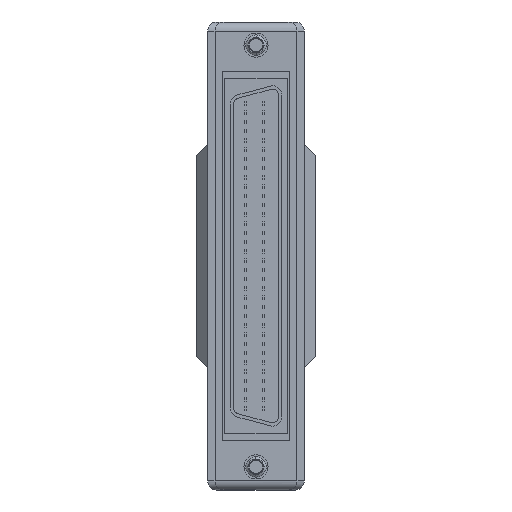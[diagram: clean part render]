
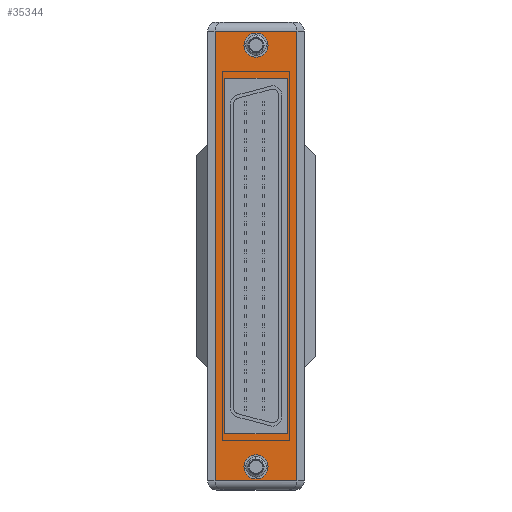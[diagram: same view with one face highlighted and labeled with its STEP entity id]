
A CAD part, front view. The second image highlights one B-rep face of the part: STEP entity #35344.
In plain terms, the highlighted face is planar.
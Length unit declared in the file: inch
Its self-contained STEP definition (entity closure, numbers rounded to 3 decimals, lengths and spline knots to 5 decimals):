
#671 = CARTESIAN_POINT ( 'NONE',  ( -0.96, -0.169, 0.9219 ) ) ;
#672 = CARTESIAN_POINT ( 'NONE',  ( 1.215, 0.2215, 0.9219 ) ) ;
#673 = CARTESIAN_POINT ( 'NONE',  ( -0.96, 0.169, 0.9219 ) ) ;
#674 = CARTESIAN_POINT ( 'NONE',  ( 0.96, -0.169, 0.9219 ) ) ;
#681 = CARTESIAN_POINT ( 'NONE',  ( -1.215, 0.2215, 0.9219 ) ) ;
#682 = CARTESIAN_POINT ( 'NONE',  ( 0.96, 0.169, 0.9219 ) ) ;
#687 = CARTESIAN_POINT ( 'NONE',  ( -1.215, -0.2215, 0.9219 ) ) ;
#688 = CARTESIAN_POINT ( 'NONE',  ( 1.215, -0.2215, 0.9219 ) ) ;
#6254 = DIRECTION ( 'NONE',  ( 0., 0., -1. ) ) ;
#6262 = CARTESIAN_POINT ( 'NONE',  ( 1.265, 0.2615, 0.9219 ) ) ;
#6263 = PLANE ( 'NONE',  #8181 ) ;
#6264 = DIRECTION ( 'NONE',  ( -1., 0., 0. ) ) ;
#7092 = FACE_BOUND ( 'NONE', #33997, .T. ) ;
#7093 = FACE_BOUND ( 'NONE', #34002, .T. ) ;
#7094 = FACE_OUTER_BOUND ( 'NONE', #34024, .T. ) ;
#7095 = FACE_BOUND ( 'NONE', #33996, .T. ) ;
#8181 = AXIS2_PLACEMENT_3D ( 'NONE', #6262, #6254, #6264 ) ;
#8730 = AXIS2_PLACEMENT_3D ( 'NONE', #10777, #10778, #10779 ) ;
#8732 = AXIS2_PLACEMENT_3D ( 'NONE', #10787, #10788, #10789 ) ;
#10777 = CARTESIAN_POINT ( 'NONE',  ( 1.14, 0., 0.9219 ) ) ;
#10778 = DIRECTION ( 'NONE',  ( 0., 0., 1. ) ) ;
#10779 = DIRECTION ( 'NONE',  ( -1., 0., 0. ) ) ;
#10787 = CARTESIAN_POINT ( 'NONE',  ( -1.14, 0., 0.9219 ) ) ;
#10788 = DIRECTION ( 'NONE',  ( 0., 0., 1. ) ) ;
#10789 = DIRECTION ( 'NONE',  ( 1., 0., 0. ) ) ;
#11167 = CIRCLE ( 'NONE', #8730, 0.065 ) ;
#11173 = CIRCLE ( 'NONE', #8732, 0.065 ) ;
#12002 = LINE ( 'NONE', #18024, #12020 ) ;
#12015 = LINE ( 'NONE', #18044, #12018 ) ;
#12017 = LINE ( 'NONE', #18029, #12022 ) ;
#12018 = VECTOR ( 'NONE', #18046, 39.37008 ) ;
#12019 = LINE ( 'NONE', #18045, #12024 ) ;
#12020 = VECTOR ( 'NONE', #18047, 39.37008 ) ;
#12021 = CIRCLE ( 'NONE', #15946, 0.065 ) ;
#12022 = VECTOR ( 'NONE', #18048, 39.37008 ) ;
#12023 = LINE ( 'NONE', #18056, #12030 ) ;
#12024 = VECTOR ( 'NONE', #18049, 39.37008 ) ;
#12025 = CIRCLE ( 'NONE', #15952, 0.065 ) ;
#12026 = LINE ( 'NONE', #18050, #12028 ) ;
#12028 = VECTOR ( 'NONE', #18051, 39.37008 ) ;
#12029 = LINE ( 'NONE', #18062, #12032 ) ;
#12030 = VECTOR ( 'NONE', #18061, 39.37008 ) ;
#12031 = LINE ( 'NONE', #18064, #12034 ) ;
#12032 = VECTOR ( 'NONE', #18063, 39.37008 ) ;
#12034 = VECTOR ( 'NONE', #18065, 39.37008 ) ;
#15946 = AXIS2_PLACEMENT_3D ( 'NONE', #18052, #18053, #18054 ) ;
#15952 = AXIS2_PLACEMENT_3D ( 'NONE', #18057, #18058, #18059 ) ;
#18024 = CARTESIAN_POINT ( 'NONE',  ( -0.96, 0.169, 0.9219 ) ) ;
#18029 = CARTESIAN_POINT ( 'NONE',  ( -0.96, 0.169, 0.9219 ) ) ;
#18044 = CARTESIAN_POINT ( 'NONE',  ( -0.96, -0.169, 0.9219 ) ) ;
#18045 = CARTESIAN_POINT ( 'NONE',  ( 0.96, 0.169, 0.9219 ) ) ;
#18046 = DIRECTION ( 'NONE',  ( 1., 0., 0. ) ) ;
#18047 = DIRECTION ( 'NONE',  ( 0., -1., 0. ) ) ;
#18048 = DIRECTION ( 'NONE',  ( -1., 0., 0. ) ) ;
#18049 = DIRECTION ( 'NONE',  ( 0., 1., 0. ) ) ;
#18050 = CARTESIAN_POINT ( 'NONE',  ( 1.265, 0.2215, 0.9219 ) ) ;
#18051 = DIRECTION ( 'NONE',  ( -1., 0., 0. ) ) ;
#18052 = CARTESIAN_POINT ( 'NONE',  ( 1.14, 0., 0.9219 ) ) ;
#18053 = DIRECTION ( 'NONE',  ( 0., 0., 1. ) ) ;
#18054 = DIRECTION ( 'NONE',  ( -1., 0., 0. ) ) ;
#18056 = CARTESIAN_POINT ( 'NONE',  ( -1.215, 0.2615, 0.9219 ) ) ;
#18057 = CARTESIAN_POINT ( 'NONE',  ( -1.14, 0., 0.9219 ) ) ;
#18058 = DIRECTION ( 'NONE',  ( 0., 0., 1. ) ) ;
#18059 = DIRECTION ( 'NONE',  ( 1., 0., 0. ) ) ;
#18061 = DIRECTION ( 'NONE',  ( 0., -1., 0. ) ) ;
#18062 = CARTESIAN_POINT ( 'NONE',  ( 1.265, -0.2215, 0.9219 ) ) ;
#18063 = DIRECTION ( 'NONE',  ( 1., 0., 0. ) ) ;
#18064 = CARTESIAN_POINT ( 'NONE',  ( 1.215, 0.2615, 0.9219 ) ) ;
#18065 = DIRECTION ( 'NONE',  ( 0., 1., 0. ) ) ;
#20166 = CARTESIAN_POINT ( 'NONE',  ( 1.205, 0., 0.9219 ) ) ;
#20169 = CARTESIAN_POINT ( 'NONE',  ( -1.205, 0., 0.9219 ) ) ;
#20170 = CARTESIAN_POINT ( 'NONE',  ( -1.075, 0., 0.9219 ) ) ;
#20179 = CARTESIAN_POINT ( 'NONE',  ( 1.075, 0., 0.9219 ) ) ;
#26509 = ORIENTED_EDGE ( 'NONE', *, *, #36921, .F. ) ;
#26517 = ORIENTED_EDGE ( 'NONE', *, *, #36294, .F. ) ;
#26521 = ORIENTED_EDGE ( 'NONE', *, *, #36290, .F. ) ;
#26529 = ORIENTED_EDGE ( 'NONE', *, *, #36923, .F. ) ;
#26533 = ORIENTED_EDGE ( 'NONE', *, *, #36925, .F. ) ;
#26557 = ORIENTED_EDGE ( 'NONE', *, *, #36930, .T. ) ;
#26576 = ORIENTED_EDGE ( 'NONE', *, *, #36922, .F. ) ;
#26587 = ORIENTED_EDGE ( 'NONE', *, *, #36924, .F. ) ;
#26591 = ORIENTED_EDGE ( 'NONE', *, *, #36929, .T. ) ;
#26598 = ORIENTED_EDGE ( 'NONE', *, *, #36927, .T. ) ;
#26600 = ORIENTED_EDGE ( 'NONE', *, *, #36926, .F. ) ;
#26623 = ORIENTED_EDGE ( 'NONE', *, *, #36928, .T. ) ;
#30144 = VERTEX_POINT ( 'NONE', #20166 ) ;
#30147 = VERTEX_POINT ( 'NONE', #20169 ) ;
#30148 = VERTEX_POINT ( 'NONE', #20170 ) ;
#30157 = VERTEX_POINT ( 'NONE', #20179 ) ;
#33996 = EDGE_LOOP ( 'NONE', ( #26533, #26521 ) ) ;
#33997 = EDGE_LOOP ( 'NONE', ( #26509, #26576, #26529, #26587 ) ) ;
#34002 = EDGE_LOOP ( 'NONE', ( #26600, #26517 ) ) ;
#34024 = EDGE_LOOP ( 'NONE', ( #26598, #26623, #26591, #26557 ) ) ;
#35344 = ADVANCED_FACE ( 'NONE', ( #7092, #7095, #7093, #7094 ), #6263, .F. ) ;
#36290 = EDGE_CURVE ( 'NONE', #30157, #30144, #11167, .T. ) ;
#36294 = EDGE_CURVE ( 'NONE', #30147, #30148, #11173, .T. ) ;
#36921 = EDGE_CURVE ( 'NONE', #37511, #37514, #12015, .T. ) ;
#36922 = EDGE_CURVE ( 'NONE', #37513, #37511, #12002, .T. ) ;
#36923 = EDGE_CURVE ( 'NONE', #37522, #37513, #12017, .T. ) ;
#36924 = EDGE_CURVE ( 'NONE', #37514, #37522, #12019, .T. ) ;
#36925 = EDGE_CURVE ( 'NONE', #30144, #30157, #12021, .T. ) ;
#36926 = EDGE_CURVE ( 'NONE', #30148, #30147, #12025, .T. ) ;
#36927 = EDGE_CURVE ( 'NONE', #37512, #37521, #12026, .T. ) ;
#36928 = EDGE_CURVE ( 'NONE', #37521, #37527, #12023, .T. ) ;
#36929 = EDGE_CURVE ( 'NONE', #37527, #37528, #12029, .T. ) ;
#36930 = EDGE_CURVE ( 'NONE', #37528, #37512, #12031, .T. ) ;
#37511 = VERTEX_POINT ( 'NONE', #671 ) ;
#37512 = VERTEX_POINT ( 'NONE', #672 ) ;
#37513 = VERTEX_POINT ( 'NONE', #673 ) ;
#37514 = VERTEX_POINT ( 'NONE', #674 ) ;
#37521 = VERTEX_POINT ( 'NONE', #681 ) ;
#37522 = VERTEX_POINT ( 'NONE', #682 ) ;
#37527 = VERTEX_POINT ( 'NONE', #687 ) ;
#37528 = VERTEX_POINT ( 'NONE', #688 ) ;
